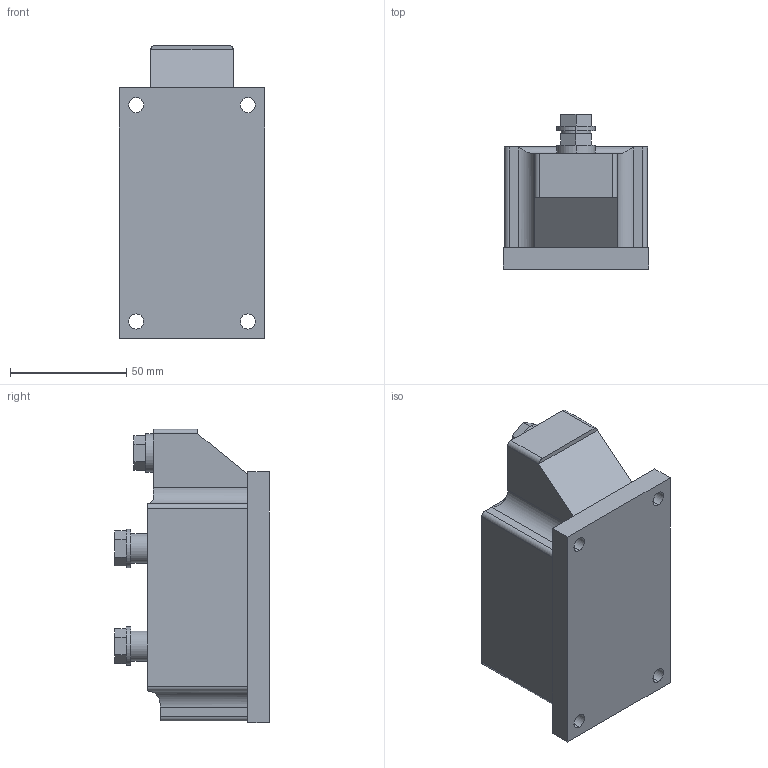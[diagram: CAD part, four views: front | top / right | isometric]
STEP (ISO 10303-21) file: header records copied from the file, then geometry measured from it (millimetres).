
FILE_DESCRIPTION (( 'STEP AP214' ), '1' );
FILE_NAME ('45MTC400-500瑞濮.STEP', '2025-04-15T00:20:27', ( '' ), ( 'Microsoft' ), 'SwSTEP 2.0', 'SolidWorks 2014', '' );
FILE_SCHEMA (( 'AUTOMOTIVE_DESIGN' ));
Length unit declared in the file: millimetre
Products named in the file (1): 45MTC400-500瑞濮
Bounding box: 62.5 x 66.5 x 126.1 mm (x, y, z)
Volume: 336729.1 mm3; surface area: 35519.7 mm2
Topology: 1 solids, 9 shells, 113 faces, 254 edges, 168 vertices
Faces by surface type: plane 65, cylinder 48
Entity records: 3260 total; most frequent: CARTESIAN_POINT 608, DIRECTION 568, ORIENTED_EDGE 508, EDGE_CURVE 254, AXIS2_PLACEMENT_3D 206, VERTEX_POINT 168, VECTOR 156, LINE 156
